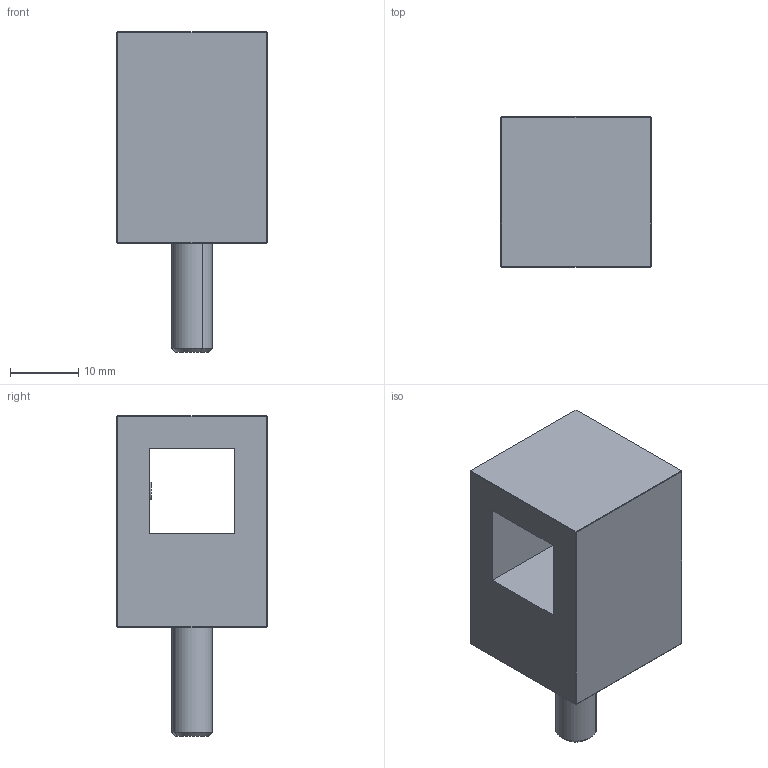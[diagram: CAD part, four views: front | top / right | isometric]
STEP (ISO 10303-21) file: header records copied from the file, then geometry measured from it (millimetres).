
FILE_DESCRIPTION (( 'STEP AP203' ), '1' );
FILE_NAME ('50467-240A.step', '2020-10-12T13:24:31', ( '' ), ( '' ), 'SwSTEP 2.0', 'SolidWorks 2018', '' );
FILE_SCHEMA (( 'CONFIG_CONTROL_DESIGN' ));
Length unit declared in the file: millimetre
Products named in the file (12): 50467-240A Teil1_50467-240A Teil1; 50467-240A Teil1; 50467-240A; DIN913 M5x5; DIN913 M5x5_DIN913 M5x5; DIN 914 M5x6; DIN7991 M6x25_DIN7991 M6x25; DIN7991 M6x25; 50467-240A Teil2_50467-240A Teil2; DIN 914 M5x6_DIN914 M5x5; 50467-240A Teil2
Assembly tree (7 placements, depth 2):
  50467-240A Teil1
  50467-240A
    50467-240A Teil1_50467-240A Teil1
    50467-240A Teil2_50467-240A Teil2
    DIN7991 M6x25_DIN7991 M6x25
    DIN 914 M5x6_DIN914 M5x5
    DIN913 M5x5_DIN913 M5x5
  50467-240A
    DIN7991 M6x25
    DIN913 M5x5
  DIN 914 M5x6
  50467-240A Teil2
Bounding box: 22 x 22 x 46.95 mm (x, y, z)
Volume: 11565.9 mm3; surface area: 6721.9 mm2
Topology: 5 solids, 5 shells, 340 faces, 847 edges, 546 vertices
Faces by surface type: plane 207, bspline 89, cone 24, cylinder 20
Entity records: 17968 total; most frequent: CARTESIAN_POINT 9313, ORIENTED_EDGE 1682, DIRECTION 1249, EDGE_CURVE 841, LINE 601, VECTOR 601, VERTEX_POINT 542, EDGE_LOOP 379
